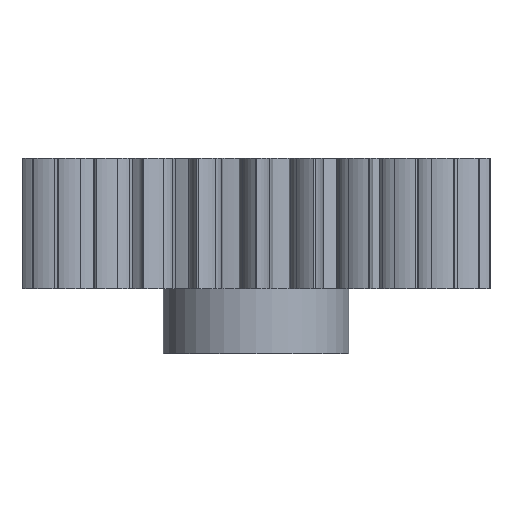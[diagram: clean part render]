
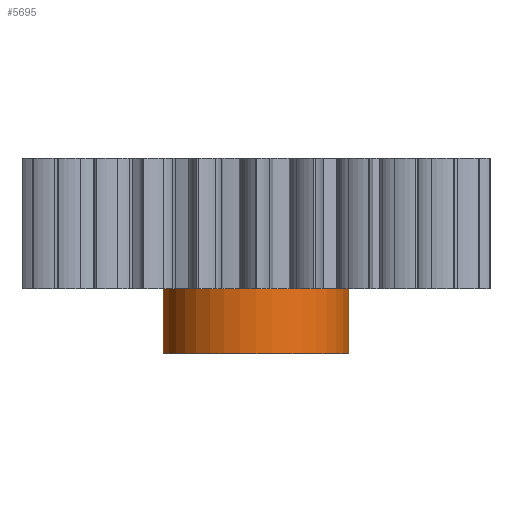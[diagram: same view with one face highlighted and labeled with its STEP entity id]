
A CAD part, front view. The second image highlights one B-rep face of the part: STEP entity #5695.
In plain terms, the highlighted cylindrical face has radius 7.14 mm (diameter 14.28 mm), a partial arc.
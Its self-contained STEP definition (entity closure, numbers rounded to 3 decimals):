
#616 = VERTEX_POINT ( 'NONE', #6471 ) ;
#635 = VERTEX_POINT ( 'NONE', #1266 ) ;
#662 = CIRCLE ( 'NONE', #4644, 7.14 ) ;
#692 = ORIENTED_EDGE ( 'NONE', *, *, #2809, .F. ) ;
#881 = DIRECTION ( 'NONE',  ( 0., 0., 1. ) ) ;
#1266 = CARTESIAN_POINT ( 'NONE',  ( 182.4, 0., -15. ) ) ;
#1337 = EDGE_LOOP ( 'NONE', ( #5046, #2439, #3776, #692 ) ) ;
#1338 = CARTESIAN_POINT ( 'NONE',  ( 182.4, 0., -10. ) ) ;
#1755 = DIRECTION ( 'NONE',  ( 0., 0., 1. ) ) ;
#2038 = DIRECTION ( 'NONE',  ( 0., 0., 1. ) ) ;
#2087 = CARTESIAN_POINT ( 'NONE',  ( 175.26, 0., -35.195 ) ) ;
#2107 = CARTESIAN_POINT ( 'NONE',  ( 168.12, 0., -35.195 ) ) ;
#2282 = VERTEX_POINT ( 'NONE', #1338 ) ;
#2414 = CIRCLE ( 'NONE', #6851, 7.14 ) ;
#2439 = ORIENTED_EDGE ( 'NONE', *, *, #4343, .T. ) ;
#2670 = VERTEX_POINT ( 'NONE', #5762 ) ;
#2804 = AXIS2_PLACEMENT_3D ( 'NONE', #2087, #3916, #6200 ) ;
#2809 = EDGE_CURVE ( 'NONE', #616, #2282, #2414, .T. ) ;
#3018 = LINE ( 'NONE', #2107, #7466 ) ;
#3169 = CARTESIAN_POINT ( 'NONE',  ( 175.26, 0., -15. ) ) ;
#3435 = EDGE_CURVE ( 'NONE', #2670, #616, #3018, .T. ) ;
#3776 = ORIENTED_EDGE ( 'NONE', *, *, #5039, .T. ) ;
#3916 = DIRECTION ( 'NONE',  ( 0., 0., 1. ) ) ;
#4343 = EDGE_CURVE ( 'NONE', #2670, #635, #662, .T. ) ;
#4644 = AXIS2_PLACEMENT_3D ( 'NONE', #3169, #2038, #6805 ) ;
#4683 = CARTESIAN_POINT ( 'NONE',  ( 175.26, 0., -10. ) ) ;
#5039 = EDGE_CURVE ( 'NONE', #635, #2282, #7602, .T. ) ;
#5046 = ORIENTED_EDGE ( 'NONE', *, *, #3435, .F. ) ;
#5102 = CARTESIAN_POINT ( 'NONE',  ( 182.4, 0., -35.195 ) ) ;
#5330 = DIRECTION ( 'NONE',  ( 1., 0., 0. ) ) ;
#5695 = ADVANCED_FACE ( 'NONE', ( #6841 ), #5924, .T. ) ;
#5762 = CARTESIAN_POINT ( 'NONE',  ( 168.12, 0., -15. ) ) ;
#5924 = CYLINDRICAL_SURFACE ( 'NONE', #2804, 7.14 ) ;
#6200 = DIRECTION ( 'NONE',  ( 1., 0., 0. ) ) ;
#6471 = CARTESIAN_POINT ( 'NONE',  ( 168.12, 0., -10. ) ) ;
#6805 = DIRECTION ( 'NONE',  ( -1., 0., 0. ) ) ;
#6841 = FACE_OUTER_BOUND ( 'NONE', #1337, .T. ) ;
#6845 = DIRECTION ( 'NONE',  ( 0., 0., 1. ) ) ;
#6851 = AXIS2_PLACEMENT_3D ( 'NONE', #4683, #1755, #5330 ) ;
#7142 = VECTOR ( 'NONE', #6845, 1000. ) ;
#7466 = VECTOR ( 'NONE', #881, 1000. ) ;
#7602 = LINE ( 'NONE', #5102, #7142 ) ;
